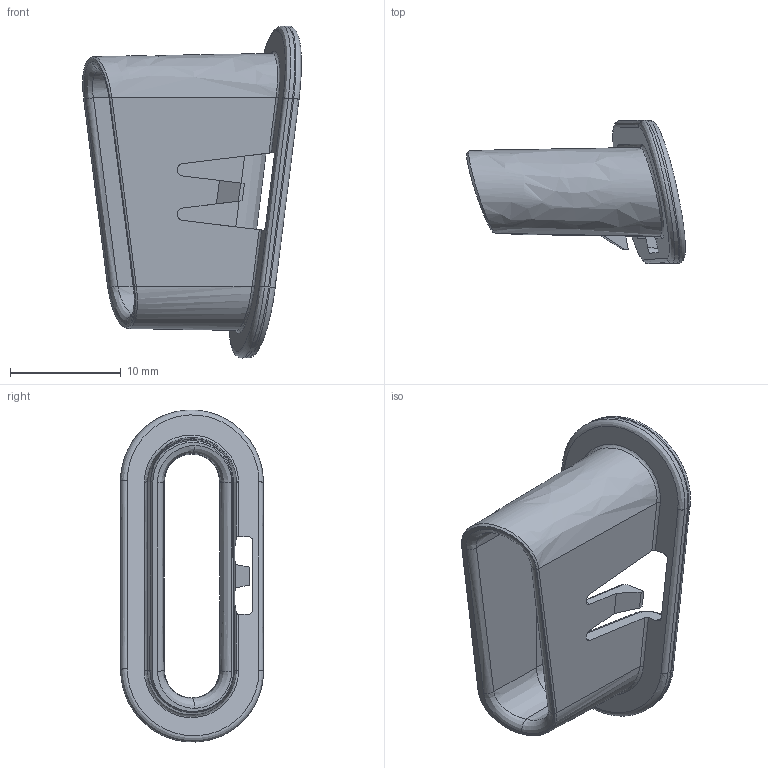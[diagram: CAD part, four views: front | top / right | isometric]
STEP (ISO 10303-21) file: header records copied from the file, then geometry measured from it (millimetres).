
FILE_DESCRIPTION (( 'STEP AP214' ), '1' );
FILE_NAME ('1734-F.STEP', '2016-07-18T10:08:24', ( '' ), ( '' ), 'SwSTEP 2.0', 'SolidWorks 2015', '' );
FILE_SCHEMA (( 'AUTOMOTIVE_DESIGN' ));
Length unit declared in the file: millimetre
Products named in the file (1): 1734-F
Bounding box: 19.73 x 12.89 x 29.94 mm (x, y, z)
Volume: 1154.5 mm3; surface area: 1951.8 mm2
Topology: 1 solids, 1 shells, 106 faces, 259 edges, 152 vertices
Faces by surface type: bspline 51, plane 26, cylinder 19, cone 8, sphere 2
Entity records: 9140 total; most frequent: CARTESIAN_POINT 6006, ORIENTED_EDGE 514, EDGE_CURVE 257, DIRECTION 255, VERTEX_POINT 151, EDGE_LOOP 108, UNCERTAINTY_MEASURE_WITH_UNIT 108, PRESENTATION_STYLE_ASSIGNMENT 107
